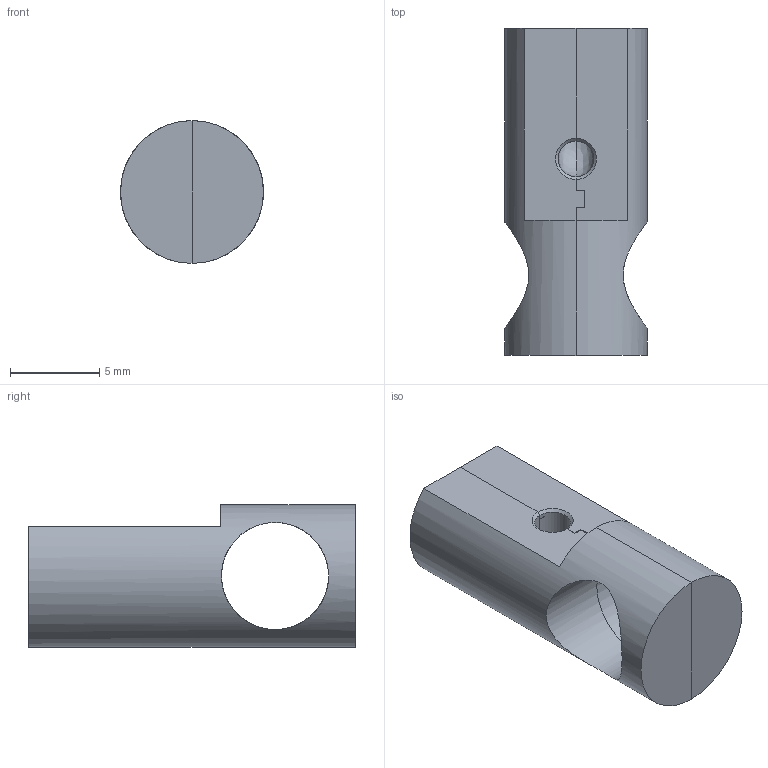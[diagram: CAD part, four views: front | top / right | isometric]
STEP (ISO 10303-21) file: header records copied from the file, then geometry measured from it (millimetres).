
FILE_DESCRIPTION(/* description */ (''),/* implementation_level */ '2;1');
FILE_NAME(/* name */ 'Positron V3.2 Rev B SHOW ALL v57_Hotend Brass Insert_Split v2.step',/* time_stamp */ '2022-05-26T23:35:22-05:00',/* author */ (''),/* organization */ (''),/* preprocessor_version */ 'ST-DEVELOPER v18.1',/* originating_system */ 'Autodesk Translation Framework v10.14.0.1471',/* authorisation */ '');
FILE_SCHEMA (('AUTOMOTIVE_DESIGN { 1 0 10303 214 3 1 1 }'));
Length unit declared in the file: millimetre
Products named in the file (1): Positron V3.2 Rev B SHOW ALL v57_Hotend Brass Insert_Split
Bounding box: 8 x 18.3 x 8 mm (x, y, z)
Volume: 626.2 mm3; surface area: 879.8 mm2
Topology: 2 solids, 2 shells, 60 faces, 162 edges, 104 vertices
Faces by surface type: plane 40, cylinder 12, cone 6, bspline 2
Full cylindrical faces by diameter (mm): 6 x2
Entity records: 1995 total; most frequent: CARTESIAN_POINT 437, ORIENTED_EDGE 320, DIRECTION 306, EDGE_CURVE 160, LINE 124, VECTOR 124, VERTEX_POINT 104, AXIS2_PLACEMENT_3D 91
